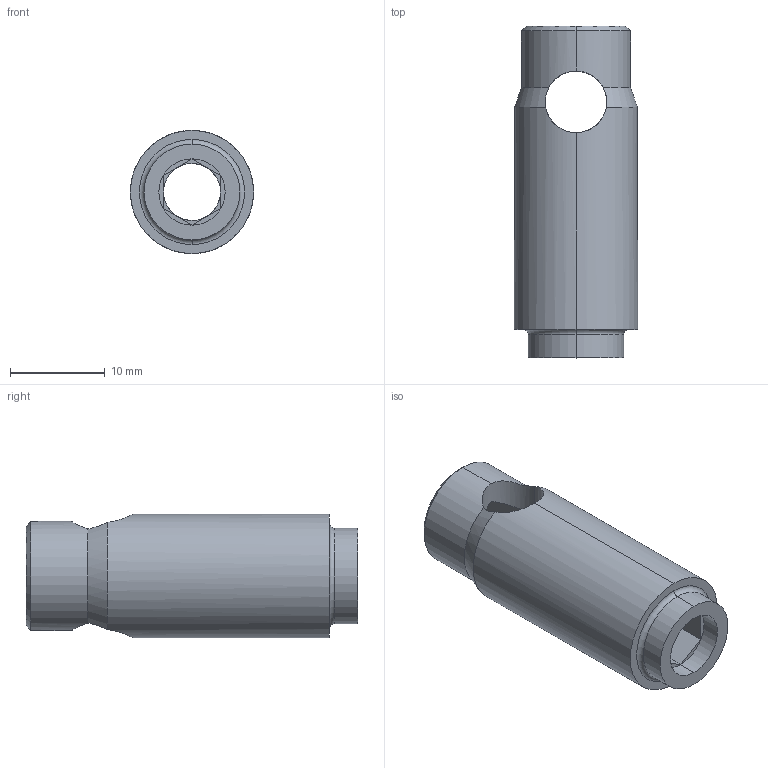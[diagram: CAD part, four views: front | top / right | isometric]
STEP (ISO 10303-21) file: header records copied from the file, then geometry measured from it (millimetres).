
FILE_DESCRIPTION (( 'STEP AP214' ), '1' );
FILE_NAME ('099GS103.STEP', '2015-06-19T07:23:09', ( 'Not-Admin' ), ( 'Hewlett-Packard Company' ), 'SwSTEP 2.0', 'SolidWorks 2014', '' );
FILE_SCHEMA (( 'AUTOMOTIVE_DESIGN' ));
Length unit declared in the file: millimetre
Products named in the file (1): 099GS103
Bounding box: 13 x 35 x 13 mm (x, y, z)
Volume: 2983.7 mm3; surface area: 2220.2 mm2
Topology: 1 solids, 1 shells, 46 faces, 116 edges, 72 vertices
Faces by surface type: plane 28, cylinder 12, cone 4, torus 2
Entity records: 1733 total; most frequent: CARTESIAN_POINT 465, ORIENTED_EDGE 232, DIRECTION 218, EDGE_CURVE 116, AXIS2_PLACEMENT_3D 77, VERTEX_POINT 72, VECTOR 64, LINE 64
